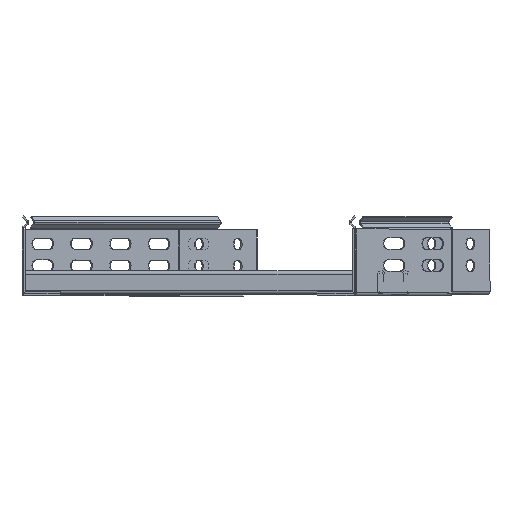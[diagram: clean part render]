
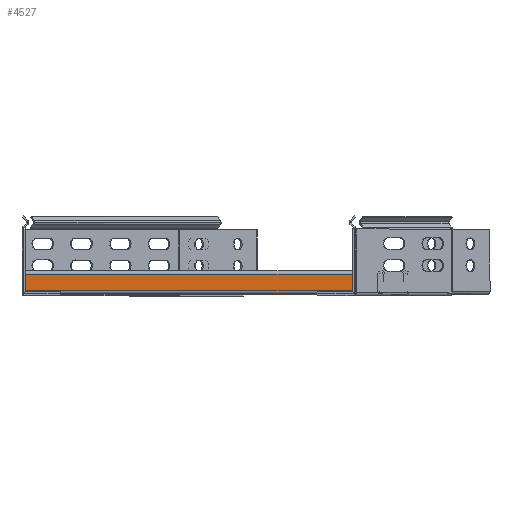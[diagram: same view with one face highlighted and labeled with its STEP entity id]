
A CAD part, top view. The second image highlights one B-rep face of the part: STEP entity #4527.
In plain terms, the highlighted face is planar.
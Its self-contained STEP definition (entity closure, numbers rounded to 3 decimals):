
#250 = ORIENTED_EDGE ( 'NONE', *, *, #1922, .F. ) ;
#271 = EDGE_CURVE ( 'NONE', #497, #9379, #13049, .T. ) ;
#460 = PLANE ( 'NONE',  #5489 ) ;
#464 = VERTEX_POINT ( 'NONE', #1915 ) ;
#497 = VERTEX_POINT ( 'NONE', #8615 ) ;
#738 = VERTEX_POINT ( 'NONE', #4915 ) ;
#1915 = CARTESIAN_POINT ( 'NONE',  ( -20.5, 18., 0. ) ) ;
#1922 = EDGE_CURVE ( 'NONE', #9379, #464, #14067, .T. ) ;
#2779 = VECTOR ( 'NONE', #6233, 1000. ) ;
#3019 = EDGE_LOOP ( 'NONE', ( #250, #8042, #12267, #11994 ) ) ;
#3436 = DIRECTION ( 'NONE',  ( 0., 1., 0. ) ) ;
#3842 = VECTOR ( 'NONE', #7396, 1000. ) ;
#4527 = ADVANCED_FACE ( 'NONE', ( #14165 ), #460, .T. ) ;
#4915 = CARTESIAN_POINT ( 'NONE',  ( -20.5, 18., 300. ) ) ;
#5489 = AXIS2_PLACEMENT_3D ( 'NONE', #7077, #11895, #8409 ) ;
#5573 = LINE ( 'NONE', #6903, #9030 ) ;
#6215 = CARTESIAN_POINT ( 'NONE',  ( -20.5, 18., 300. ) ) ;
#6233 = DIRECTION ( 'NONE',  ( 0., 1., 0. ) ) ;
#6340 = EDGE_CURVE ( 'NONE', #497, #738, #5573, .T. ) ;
#6903 = CARTESIAN_POINT ( 'NONE',  ( -20.5, 0., 300. ) ) ;
#7077 = CARTESIAN_POINT ( 'NONE',  ( -20.5, 0., 300. ) ) ;
#7139 = DIRECTION ( 'NONE',  ( 0., 0., -1. ) ) ;
#7396 = DIRECTION ( 'NONE',  ( 0., 0., -1. ) ) ;
#8042 = ORIENTED_EDGE ( 'NONE', *, *, #271, .F. ) ;
#8329 = CARTESIAN_POINT ( 'NONE',  ( -20.5, 3., 300. ) ) ;
#8409 = DIRECTION ( 'NONE',  ( 0., -1., 0. ) ) ;
#8615 = CARTESIAN_POINT ( 'NONE',  ( -20.5, 3., 300. ) ) ;
#9030 = VECTOR ( 'NONE', #3436, 1000. ) ;
#9379 = VERTEX_POINT ( 'NONE', #9661 ) ;
#9661 = CARTESIAN_POINT ( 'NONE',  ( -20.5, 3., 0. ) ) ;
#11895 = DIRECTION ( 'NONE',  ( -1., 0., 0. ) ) ;
#11927 = VECTOR ( 'NONE', #7139, 1000. ) ;
#11994 = ORIENTED_EDGE ( 'NONE', *, *, #13819, .T. ) ;
#12267 = ORIENTED_EDGE ( 'NONE', *, *, #6340, .T. ) ;
#12960 = CARTESIAN_POINT ( 'NONE',  ( -20.5, 0., 0. ) ) ;
#13049 = LINE ( 'NONE', #8329, #11927 ) ;
#13819 = EDGE_CURVE ( 'NONE', #738, #464, #14191, .T. ) ;
#14067 = LINE ( 'NONE', #12960, #2779 ) ;
#14165 = FACE_OUTER_BOUND ( 'NONE', #3019, .T. ) ;
#14191 = LINE ( 'NONE', #6215, #3842 ) ;
